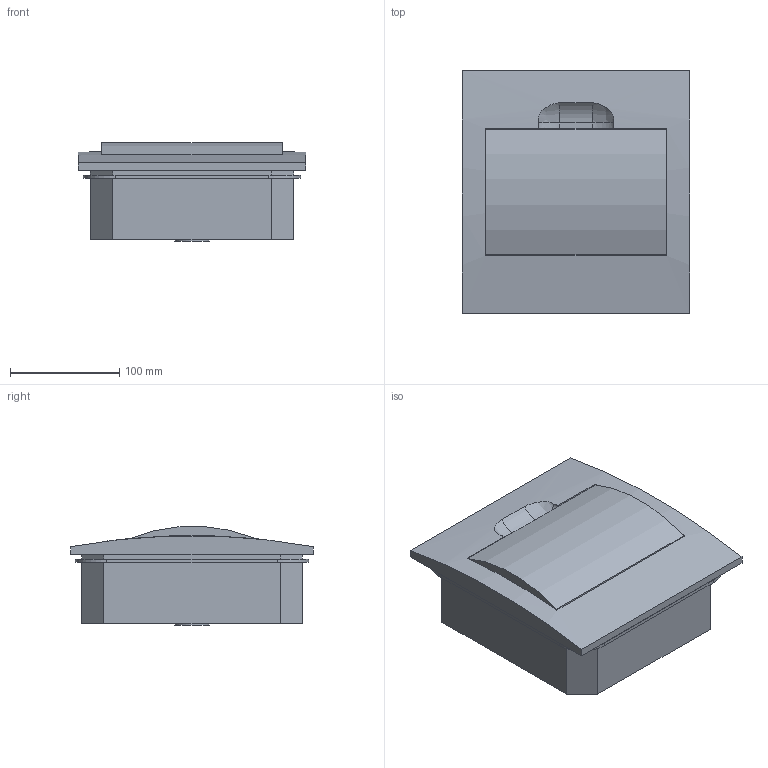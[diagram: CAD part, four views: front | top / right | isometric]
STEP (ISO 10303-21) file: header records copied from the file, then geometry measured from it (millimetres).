
FILE_DESCRIPTION((''),'2;1');
FILE_NAME('SB109231_3D-SIMPLIFIED_ASM','2013-01-17T',('Nyco'),(''),'PRO/ENGINEER BY PARAMETRIC TECHNOLOGY CORPORATION, 2006170','PRO/ENGINEER BY PARAMETRIC TECHNOLOGY CORPORATION, 2006170','');
FILE_SCHEMA(('CONFIG_CONTROL_DESIGN'));
Length unit declared in the file: millimetre
Products named in the file (6): COQUE_AVANT; COQUE_ARRIERE; PIECE_04; PIECE_03; RAIL_02; SB109231_3D-SIMPLIFIED_ASM
Assembly tree (6 placements, depth 2):
  SB109231_3D-SIMPLIFIED_ASM
    COQUE_AVANT
    COQUE_ARRIERE
    PIECE_04  x2
    PIECE_03
    RAIL_02
Bounding box: 208 x 222 x 90.6 mm (x, y, z)
Volume: 934015.4 mm3; surface area: 365376.9 mm2
Topology: 6 solids, 6 shells, 250 faces, 679 edges, 451 vertices
Faces by surface type: plane 216, cylinder 28, bspline 4, sphere 2
Entity records: 5903 total; most frequent: CARTESIAN_POINT 1153, ORIENTED_EDGE 970, DIRECTION 925, EDGE_CURVE 485, VECTOR 413, LINE 413, VERTEX_POINT 323, AXIS2_PLACEMENT_3D 256
